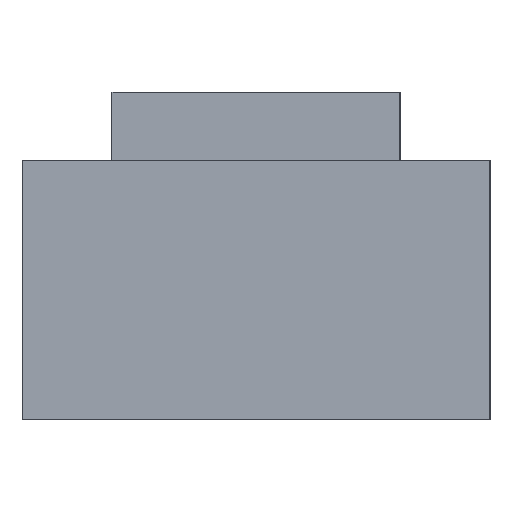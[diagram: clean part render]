
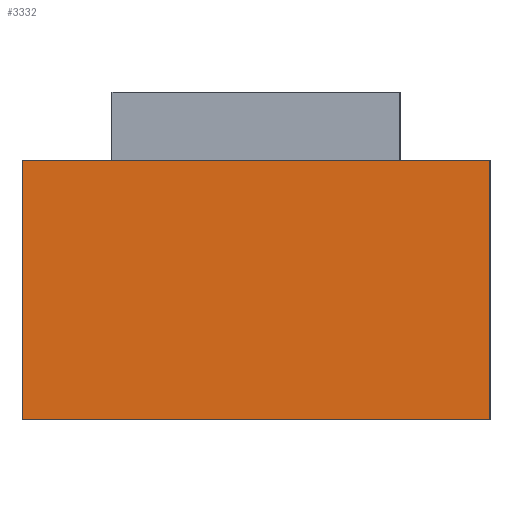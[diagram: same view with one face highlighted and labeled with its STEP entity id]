
A CAD part, front view. The second image highlights one B-rep face of the part: STEP entity #3332.
In plain terms, the highlighted planar face has unit normal (0, -1, 0).
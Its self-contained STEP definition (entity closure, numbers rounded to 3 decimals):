
#138=FACE_OUTER_BOUND('',#349,.T.);
#349=EDGE_LOOP('',(#2567,#2568,#2569,#2570));
#474=LINE('',#4500,#930);
#759=LINE('',#5089,#1215);
#760=LINE('',#5090,#1216);
#761=LINE('',#5091,#1217);
#930=VECTOR('',#3658,13.);
#1215=VECTOR('',#4115,13.);
#1216=VECTOR('',#4116,7.2);
#1217=VECTOR('',#4117,7.2);
#1384=VERTEX_POINT('',#4494);
#1386=VERTEX_POINT('',#4498);
#1603=VERTEX_POINT('',#5087);
#1604=VERTEX_POINT('',#5088);
#1690=EDGE_CURVE('',#1384,#1386,#474,.T.);
#1975=EDGE_CURVE('',#1603,#1604,#759,.T.);
#1976=EDGE_CURVE('',#1384,#1603,#760,.T.);
#1977=EDGE_CURVE('',#1604,#1386,#761,.T.);
#2567=ORIENTED_EDGE('',*,*,#1975,.F.);
#2568=ORIENTED_EDGE('',*,*,#1976,.F.);
#2569=ORIENTED_EDGE('',*,*,#1690,.T.);
#2570=ORIENTED_EDGE('',*,*,#1977,.F.);
#3141=PLANE('',#3546);
#3332=ADVANCED_FACE('',(#138),#3141,.F.);
#3546=AXIS2_PLACEMENT_3D('',#5086,#4113,#4114);
#3658=DIRECTION('',(-1.,0.,0.));
#4113=DIRECTION('center_axis',(0.,1.,0.));
#4114=DIRECTION('ref_axis',(0.,0.,-1.));
#4115=DIRECTION('',(-1.,0.,0.));
#4116=DIRECTION('',(0.,0.,-1.));
#4117=DIRECTION('',(0.,0.,1.));
#4494=CARTESIAN_POINT('',(6.5,-75.,-1.9));
#4498=CARTESIAN_POINT('',(-6.5,-75.,-1.9));
#4500=CARTESIAN_POINT('',(6.5,-75.,-1.9));
#5086=CARTESIAN_POINT('Origin',(0.,-75.,-5.5));
#5087=CARTESIAN_POINT('',(6.5,-75.,-9.1));
#5088=CARTESIAN_POINT('',(-6.5,-75.,-9.1));
#5089=CARTESIAN_POINT('',(6.5,-75.,-9.1));
#5090=CARTESIAN_POINT('',(6.5,-75.,-1.9));
#5091=CARTESIAN_POINT('',(-6.5,-75.,-9.1));
